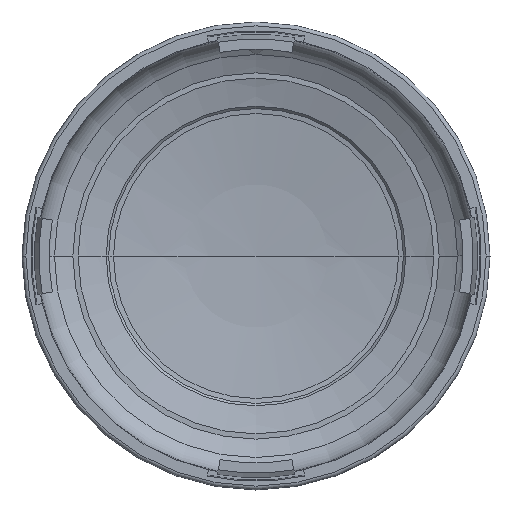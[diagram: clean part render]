
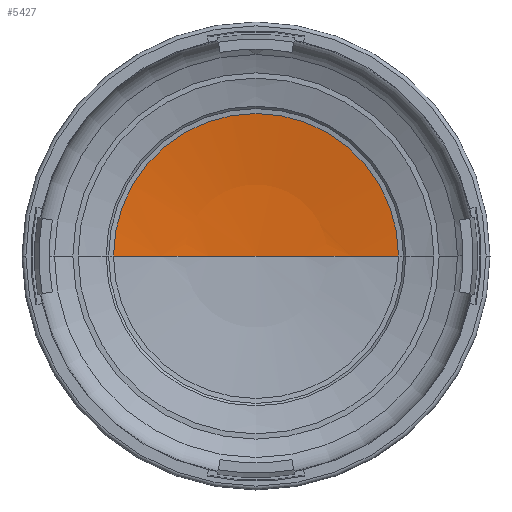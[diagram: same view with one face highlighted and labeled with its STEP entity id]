
A CAD part, front view. The second image highlights one B-rep face of the part: STEP entity #5427.
In plain terms, the highlighted spherical face has radius 50.101 mm.
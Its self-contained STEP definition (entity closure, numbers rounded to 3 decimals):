
#1069=CARTESIAN_POINT('',(0.,-15.001,0.));
#1070=DIRECTION('',(0.,0.,-1.));
#1071=DIRECTION('',(-0.152,0.988,0.));
#1072=AXIS2_PLACEMENT_3D('',#1069,#1070,#1071);
#1077=CARTESIAN_POINT('',(0.,34.519,0.));
#1078=DIRECTION('',(0.,1.,0.));
#1079=DIRECTION('',(-1.,0.,0.));
#1080=AXIS2_PLACEMENT_3D('',#1077,#1078,#1079);
#1085=CARTESIAN_POINT('',(0.,-15.001,0.));
#1086=DIRECTION('',(0.,0.,1.));
#1087=DIRECTION('',(0.152,0.988,0.));
#1088=AXIS2_PLACEMENT_3D('',#1085,#1086,#1087);
#4248=CARTESIAN_POINT('',(-7.611,34.519,0.));
#4249=VERTEX_POINT('',#4248);
#4250=CARTESIAN_POINT('',(0.,35.1,0.));
#4251=VERTEX_POINT('',#4250);
#4252=CARTESIAN_POINT('',(7.611,34.519,0.));
#4253=VERTEX_POINT('',#4252);
#5415=CARTESIAN_POINT('',(0.,-15.001,0.));
#5416=DIRECTION('',(0.,-1.,0.));
#5417=DIRECTION('',(-1.,0.,0.));
#5418=AXIS2_PLACEMENT_3D('',#5415,#5416,#5417);
#5419=SPHERICAL_SURFACE('',#5418,50.101);
#5421=ORIENTED_EDGE('',*,*,#5420,.F.);
#5422=ORIENTED_EDGE('',*,*,#5410,.T.);
#5424=ORIENTED_EDGE('',*,*,#5423,.T.);
#5425=EDGE_LOOP('',(#5421,#5422,#5424));
#5426=FACE_OUTER_BOUND('',#5425,.F.);
#5427=ADVANCED_FACE('',(#5426),#5419,.F.);
#1073=CIRCLE('',#1072,50.101);
#1081=CIRCLE('',#1080,7.611);
#1089=CIRCLE('',#1088,50.101);
#5410=EDGE_CURVE('',#4249,#4253,#1081,.T.);
#5420=EDGE_CURVE('',#4249,#4251,#1073,.T.);
#5423=EDGE_CURVE('',#4253,#4251,#1089,.T.);
